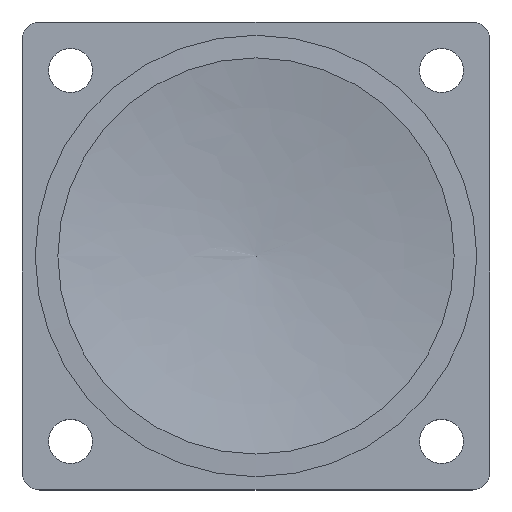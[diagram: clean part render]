
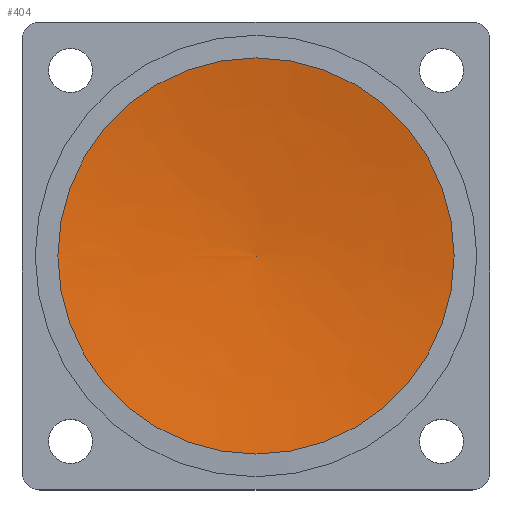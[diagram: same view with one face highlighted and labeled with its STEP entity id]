
A CAD part, top view. The second image highlights one B-rep face of the part: STEP entity #404.
In plain terms, the highlighted free-form (B-spline) face has degree [2, 2] with [3, 9] control points.
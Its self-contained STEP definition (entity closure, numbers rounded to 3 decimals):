
#15=(
BOUNDED_SURFACE()
B_SPLINE_SURFACE(2,2,((#716,#717,#718,#719,#720,#721,#722,#723,#724),(#725,
#726,#727,#728,#729,#730,#731,#732,#733),(#734,#735,#736,#737,#738,#739,
#740,#741,#742)),.UNSPECIFIED.,.F.,.T.,.F.)
B_SPLINE_SURFACE_WITH_KNOTS((3,3),(3,2,2,2,3),(-1.517,-1.4),
(-3.142,-1.571,0.,1.571,3.142),
 .UNSPECIFIED.)
GEOMETRIC_REPRESENTATION_ITEM()
RATIONAL_B_SPLINE_SURFACE(((1.,0.707,1.,0.707,1.,
0.707,1.,0.707,1.),(0.998,0.706,
0.998,0.706,0.998,0.706,0.998,
0.706,0.998),(1.,0.707,1.,0.707,
1.,0.707,1.,0.707,1.)))
REPRESENTATION_ITEM('')
SURFACE()
);
#108=FACE_OUTER_BOUND('',#136,.T.);
#136=EDGE_LOOP('',(#345,#346,#347,#348));
#173=CIRCLE('',#474,22.437);
#174=CIRCLE('',#475,22.437);
#176=CIRCLE('',#477,193.339);
#210=VERTEX_POINT('',#709);
#211=VERTEX_POINT('',#710);
#213=VERTEX_POINT('',#743);
#259=EDGE_CURVE('',#210,#211,#173,.T.);
#260=EDGE_CURVE('',#211,#210,#174,.T.);
#263=EDGE_CURVE('',#210,#213,#176,.T.);
#345=ORIENTED_EDGE('',*,*,#259,.T.);
#346=ORIENTED_EDGE('',*,*,#260,.T.);
#347=ORIENTED_EDGE('',*,*,#263,.T.);
#348=ORIENTED_EDGE('',*,*,#263,.F.);
#404=ADVANCED_FACE('',(#108),#15,.T.);
#474=AXIS2_PLACEMENT_3D('',#711,#586,#587);
#475=AXIS2_PLACEMENT_3D('',#712,#588,#589);
#477=AXIS2_PLACEMENT_3D('',#744,#593,#594);
#586=DIRECTION('center_axis',(0.,0.,1.));
#587=DIRECTION('ref_axis',(1.,0.,0.));
#588=DIRECTION('center_axis',(0.,0.,1.));
#589=DIRECTION('ref_axis',(1.,0.,0.));
#593=DIRECTION('center_axis',(0.,-1.,0.));
#594=DIRECTION('ref_axis',(-1.,0.,0.));
#709=CARTESIAN_POINT('',(-22.437,0.,-0.461));
#710=CARTESIAN_POINT('',(22.437,0.,-0.461));
#711=CARTESIAN_POINT('Origin',(0.,0.,-0.461));
#712=CARTESIAN_POINT('Origin',(0.,0.,-0.461));
#716=CARTESIAN_POINT('Ctrl Pts',(0.,0.,-3.));
#717=CARTESIAN_POINT('Ctrl Pts',(0.,0.,
-3.));
#718=CARTESIAN_POINT('Ctrl Pts',(0.,0.,-3.));
#719=CARTESIAN_POINT('Ctrl Pts',(0.,0.,
-3.));
#720=CARTESIAN_POINT('Ctrl Pts',(0.,0.,-3.));
#721=CARTESIAN_POINT('Ctrl Pts',(0.,0.,
-3.));
#722=CARTESIAN_POINT('Ctrl Pts',(0.,0.,-3.));
#723=CARTESIAN_POINT('Ctrl Pts',(0.,0.,
-3.));
#724=CARTESIAN_POINT('Ctrl Pts',(0.,0.,-3.));
#725=CARTESIAN_POINT('Ctrl Pts',(-11.293,0.,-2.387));
#726=CARTESIAN_POINT('Ctrl Pts',(-11.293,-11.293,-2.387));
#727=CARTESIAN_POINT('Ctrl Pts',(0.,-11.293,-2.387));
#728=CARTESIAN_POINT('Ctrl Pts',(11.293,-11.293,-2.387));
#729=CARTESIAN_POINT('Ctrl Pts',(11.293,0.,-2.387));
#730=CARTESIAN_POINT('Ctrl Pts',(11.293,11.293,-2.387));
#731=CARTESIAN_POINT('Ctrl Pts',(0.,11.293,-2.387));
#732=CARTESIAN_POINT('Ctrl Pts',(-11.293,11.293,-2.387));
#733=CARTESIAN_POINT('Ctrl Pts',(-11.293,0.,-2.387));
#734=CARTESIAN_POINT('Ctrl Pts',(-22.437,0.,-0.461));
#735=CARTESIAN_POINT('Ctrl Pts',(-22.437,-22.437,-0.461));
#736=CARTESIAN_POINT('Ctrl Pts',(0.,-22.437,-0.461));
#737=CARTESIAN_POINT('Ctrl Pts',(22.437,-22.437,-0.461));
#738=CARTESIAN_POINT('Ctrl Pts',(22.437,0.,-0.461));
#739=CARTESIAN_POINT('Ctrl Pts',(22.437,22.437,-0.461));
#740=CARTESIAN_POINT('Ctrl Pts',(0.,22.437,-0.461));
#741=CARTESIAN_POINT('Ctrl Pts',(-22.437,22.437,-0.461));
#742=CARTESIAN_POINT('Ctrl Pts',(-22.437,0.,-0.461));
#743=CARTESIAN_POINT('',(0.,0.,-3.));
#744=CARTESIAN_POINT('Origin',(10.486,0.,190.054));
